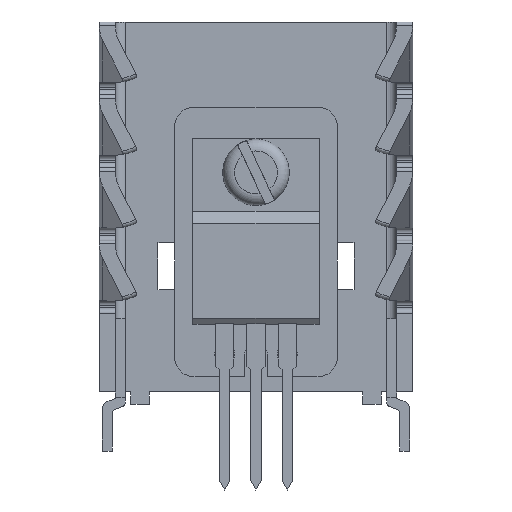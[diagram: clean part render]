
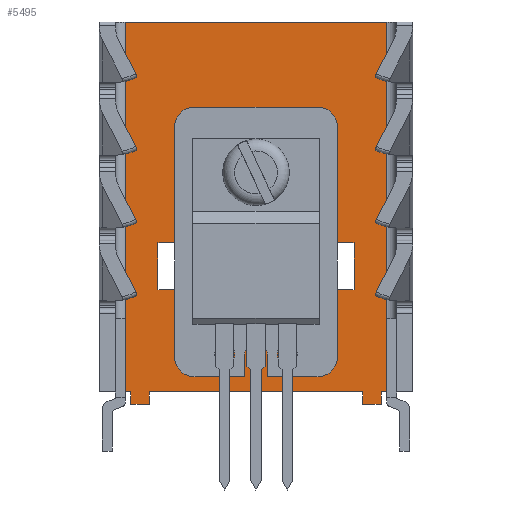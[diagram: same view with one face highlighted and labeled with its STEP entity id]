
A CAD part, front view. The second image highlights one B-rep face of the part: STEP entity #5495.
In plain terms, the highlighted planar face has unit normal (0, -1, 0).
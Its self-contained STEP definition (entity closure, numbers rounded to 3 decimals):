
#355=FACE_BOUND('',#865,.T.);
#356=FACE_BOUND('',#866,.T.);
#357=FACE_BOUND('',#867,.T.);
#375=PLANE('',#5896);
#560=FACE_OUTER_BOUND('',#864,.T.);
#864=EDGE_LOOP('',(#3877,#3878,#3879,#3880,#3881,#3882,#3883,#3884,#3885,
#3886,#3887,#3888));
#865=EDGE_LOOP('',(#3889,#3890,#3891,#3892));
#866=EDGE_LOOP('',(#3893,#3894,#3895,#3896));
#867=EDGE_LOOP('',(#3897));
#1179=LINE('',#7875,#1738);
#1186=LINE('',#7895,#1745);
#1206=LINE('',#7936,#1765);
#1207=LINE('',#7938,#1766);
#1208=LINE('',#7940,#1767);
#1209=LINE('',#7942,#1768);
#1210=LINE('',#7944,#1769);
#1211=LINE('',#7946,#1770);
#1212=LINE('',#7947,#1771);
#1213=LINE('',#7949,#1772);
#1214=LINE('',#7951,#1773);
#1215=LINE('',#7952,#1774);
#1216=LINE('',#7955,#1775);
#1217=LINE('',#7957,#1776);
#1218=LINE('',#7959,#1777);
#1219=LINE('',#7960,#1778);
#1220=LINE('',#7963,#1779);
#1221=LINE('',#7965,#1780);
#1222=LINE('',#7967,#1781);
#1223=LINE('',#7968,#1782);
#1738=VECTOR('',#6413,1000.);
#1745=VECTOR('',#6426,1000.);
#1765=VECTOR('',#6452,1000.);
#1766=VECTOR('',#6453,1000.);
#1767=VECTOR('',#6454,1000.);
#1768=VECTOR('',#6455,1000.);
#1769=VECTOR('',#6456,1000.);
#1770=VECTOR('',#6457,1000.);
#1771=VECTOR('',#6458,1000.);
#1772=VECTOR('',#6459,1000.);
#1773=VECTOR('',#6460,1000.);
#1774=VECTOR('',#6461,1000.);
#1775=VECTOR('',#6462,1000.);
#1776=VECTOR('',#6463,1000.);
#1777=VECTOR('',#6464,1000.);
#1778=VECTOR('',#6465,1000.);
#1779=VECTOR('',#6466,1000.);
#1780=VECTOR('',#6467,1000.);
#1781=VECTOR('',#6468,1000.);
#1782=VECTOR('',#6469,1000.);
#2284=CIRCLE('',#5897,1.6);
#2421=VERTEX_POINT('',#7869);
#2423=VERTEX_POINT('',#7873);
#2432=VERTEX_POINT('',#7892);
#2433=VERTEX_POINT('',#7894);
#2451=VERTEX_POINT('',#7935);
#2452=VERTEX_POINT('',#7937);
#2453=VERTEX_POINT('',#7939);
#2454=VERTEX_POINT('',#7941);
#2455=VERTEX_POINT('',#7943);
#2456=VERTEX_POINT('',#7945);
#2457=VERTEX_POINT('',#7948);
#2458=VERTEX_POINT('',#7950);
#2459=VERTEX_POINT('',#7953);
#2460=VERTEX_POINT('',#7954);
#2461=VERTEX_POINT('',#7956);
#2462=VERTEX_POINT('',#7958);
#2463=VERTEX_POINT('',#7961);
#2464=VERTEX_POINT('',#7962);
#2465=VERTEX_POINT('',#7964);
#2466=VERTEX_POINT('',#7966);
#2467=VERTEX_POINT('',#7969);
#2978=EDGE_CURVE('',#2421,#2423,#1179,.T.);
#2987=EDGE_CURVE('',#2433,#2432,#1186,.T.);
#3008=EDGE_CURVE('',#2432,#2451,#1206,.T.);
#3009=EDGE_CURVE('',#2452,#2451,#1207,.T.);
#3010=EDGE_CURVE('',#2452,#2453,#1208,.F.);
#3011=EDGE_CURVE('',#2453,#2454,#1209,.T.);
#3012=EDGE_CURVE('',#2455,#2454,#1210,.T.);
#3013=EDGE_CURVE('',#2456,#2455,#1211,.T.);
#3014=EDGE_CURVE('',#2421,#2456,#1212,.T.);
#3015=EDGE_CURVE('',#2457,#2423,#1213,.T.);
#3016=EDGE_CURVE('',#2458,#2457,#1214,.T.);
#3017=EDGE_CURVE('',#2433,#2458,#1215,.T.);
#3018=EDGE_CURVE('',#2459,#2460,#1216,.T.);
#3019=EDGE_CURVE('',#2460,#2461,#1217,.T.);
#3020=EDGE_CURVE('',#2461,#2462,#1218,.T.);
#3021=EDGE_CURVE('',#2462,#2459,#1219,.T.);
#3022=EDGE_CURVE('',#2463,#2464,#1220,.T.);
#3023=EDGE_CURVE('',#2465,#2463,#1221,.T.);
#3024=EDGE_CURVE('',#2466,#2465,#1222,.T.);
#3025=EDGE_CURVE('',#2464,#2466,#1223,.T.);
#3026=EDGE_CURVE('',#2467,#2467,#2284,.T.);
#3877=ORIENTED_EDGE('',*,*,#2987,.T.);
#3878=ORIENTED_EDGE('',*,*,#3008,.T.);
#3879=ORIENTED_EDGE('',*,*,#3009,.F.);
#3880=ORIENTED_EDGE('',*,*,#3010,.T.);
#3881=ORIENTED_EDGE('',*,*,#3011,.T.);
#3882=ORIENTED_EDGE('',*,*,#3012,.F.);
#3883=ORIENTED_EDGE('',*,*,#3013,.F.);
#3884=ORIENTED_EDGE('',*,*,#3014,.F.);
#3885=ORIENTED_EDGE('',*,*,#2978,.T.);
#3886=ORIENTED_EDGE('',*,*,#3015,.F.);
#3887=ORIENTED_EDGE('',*,*,#3016,.F.);
#3888=ORIENTED_EDGE('',*,*,#3017,.F.);
#3889=ORIENTED_EDGE('',*,*,#3018,.T.);
#3890=ORIENTED_EDGE('',*,*,#3019,.T.);
#3891=ORIENTED_EDGE('',*,*,#3020,.T.);
#3892=ORIENTED_EDGE('',*,*,#3021,.T.);
#3893=ORIENTED_EDGE('',*,*,#3022,.F.);
#3894=ORIENTED_EDGE('',*,*,#3023,.F.);
#3895=ORIENTED_EDGE('',*,*,#3024,.F.);
#3896=ORIENTED_EDGE('',*,*,#3025,.F.);
#3897=ORIENTED_EDGE('',*,*,#3026,.T.);
#5495=ADVANCED_FACE('',(#560,#355,#356,#357),#375,.T.);
#5896=AXIS2_PLACEMENT_3D('',#7934,#6450,#6451);
#5897=AXIS2_PLACEMENT_3D('',#7970,#6470,#6471);
#6413=DIRECTION('',(0.,0.,1.));
#6426=DIRECTION('',(0.,0.,1.));
#6450=DIRECTION('center_axis',(0.,-1.,0.));
#6451=DIRECTION('ref_axis',(1.,0.,0.));
#6452=DIRECTION('',(-1.,0.,0.));
#6453=DIRECTION('',(0.,0.,1.));
#6454=DIRECTION('',(-1.,0.,0.));
#6455=DIRECTION('',(0.,0.,1.));
#6456=DIRECTION('',(-1.,0.,0.));
#6457=DIRECTION('',(0.,0.,-1.));
#6458=DIRECTION('',(1.,0.,0.));
#6459=DIRECTION('',(-1.,0.,0.));
#6460=DIRECTION('',(0.,0.,-1.));
#6461=DIRECTION('',(1.,0.,0.));
#6462=DIRECTION('',(0.,0.,-1.));
#6463=DIRECTION('',(-1.,0.,0.));
#6464=DIRECTION('',(0.,0.,1.));
#6465=DIRECTION('',(1.,0.,0.));
#6466=DIRECTION('',(1.,0.,0.));
#6467=DIRECTION('',(0.,0.,-1.));
#6468=DIRECTION('',(-1.,0.,0.));
#6469=DIRECTION('',(0.,0.,1.));
#6470=DIRECTION('center_axis',(0.,1.,0.));
#6471=DIRECTION('ref_axis',(0.,0.,1.));
#7869=CARTESIAN_POINT('',(-1.839,5.05,3.511));
#7873=CARTESIAN_POINT('',(-1.839,5.05,20.811));
#7875=CARTESIAN_POINT('',(-1.839,5.05,12.161));
#7892=CARTESIAN_POINT('',(-1.839,5.05,22.761));
#7894=CARTESIAN_POINT('',(-1.839,5.05,22.311));
#7895=CARTESIAN_POINT('',(-1.839,5.05,12.161));
#7934=CARTESIAN_POINT('Origin',(2.668,5.05,0.761));
#7935=CARTESIAN_POINT('',(-31.839,5.05,22.761));
#7936=CARTESIAN_POINT('',(-31.839,5.05,22.761));
#7937=CARTESIAN_POINT('',(-31.839,5.05,1.561));
#7938=CARTESIAN_POINT('',(-31.839,5.05,0.761));
#7939=CARTESIAN_POINT('',(-1.839,5.05,1.561));
#7940=CARTESIAN_POINT('',(-1.839,5.05,1.561));
#7941=CARTESIAN_POINT('',(-1.839,5.05,2.011));
#7942=CARTESIAN_POINT('',(-1.839,5.05,12.161));
#7943=CARTESIAN_POINT('',(-0.839,5.05,2.011));
#7944=CARTESIAN_POINT('',(-0.839,5.05,2.011));
#7945=CARTESIAN_POINT('',(-0.839,5.05,3.511));
#7946=CARTESIAN_POINT('',(-0.839,5.05,2.021));
#7947=CARTESIAN_POINT('',(-1.839,5.05,3.511));
#7948=CARTESIAN_POINT('',(-0.839,5.05,20.811));
#7949=CARTESIAN_POINT('',(-1.839,5.05,20.811));
#7950=CARTESIAN_POINT('',(-0.839,5.05,22.311));
#7951=CARTESIAN_POINT('',(-0.839,5.05,20.811));
#7952=CARTESIAN_POINT('',(-0.839,5.05,22.311));
#7953=CARTESIAN_POINT('',(-10.139,5.05,20.111));
#7954=CARTESIAN_POINT('',(-10.139,5.05,18.411));
#7955=CARTESIAN_POINT('',(-10.139,5.05,20.111));
#7956=CARTESIAN_POINT('',(-13.939,5.05,18.411));
#7957=CARTESIAN_POINT('',(-10.139,5.05,18.411));
#7958=CARTESIAN_POINT('',(-13.939,5.05,20.111));
#7959=CARTESIAN_POINT('',(-13.939,5.05,18.411));
#7960=CARTESIAN_POINT('',(-13.939,5.05,20.111));
#7961=CARTESIAN_POINT('',(-13.939,5.05,4.211));
#7962=CARTESIAN_POINT('',(-10.139,5.05,4.211));
#7963=CARTESIAN_POINT('',(-13.939,5.05,4.211));
#7964=CARTESIAN_POINT('',(-13.939,5.05,5.911));
#7965=CARTESIAN_POINT('',(-13.939,5.05,5.911));
#7966=CARTESIAN_POINT('',(-10.139,5.05,5.911));
#7967=CARTESIAN_POINT('',(-10.139,5.05,5.911));
#7968=CARTESIAN_POINT('',(-10.139,5.05,5.061));
#7969=CARTESIAN_POINT('',(-21.239,5.05,12.161));
#7970=CARTESIAN_POINT('Origin',(-19.639,5.05,12.161));
